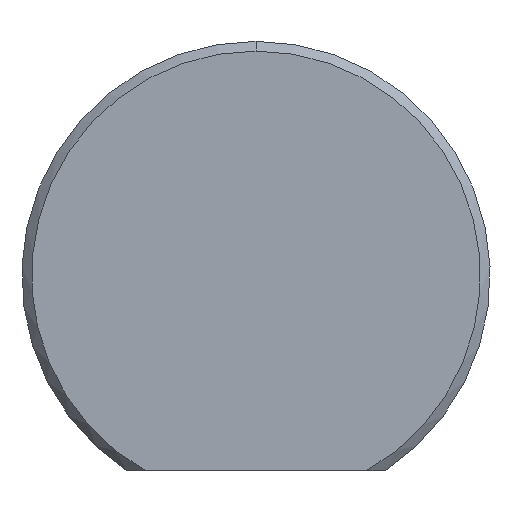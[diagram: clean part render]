
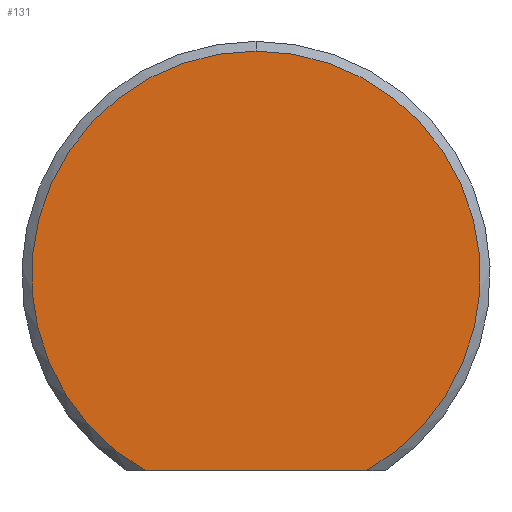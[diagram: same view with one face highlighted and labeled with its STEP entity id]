
A CAD part, front view. The second image highlights one B-rep face of the part: STEP entity #131.
In plain terms, the highlighted planar face has unit normal (0, -1, 0).
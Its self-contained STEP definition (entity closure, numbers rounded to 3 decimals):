
#1 = CARTESIAN_POINT ( 'NONE',  ( 0., 0., 0. ) ) ;
#11 = CARTESIAN_POINT ( 'NONE',  ( 0., 0., 0. ) ) ;
#14 = EDGE_CURVE ( 'NONE', #197, #130, #95, .T. ) ;
#29 = CARTESIAN_POINT ( 'NONE',  ( 0., 0., 0. ) ) ;
#43 = EDGE_CURVE ( 'NONE', #66, #197, #46, .T. ) ;
#46 = CIRCLE ( 'NONE', #195, 2.875 ) ;
#62 = ORIENTED_EDGE ( 'NONE', *, *, #43, .T. ) ;
#63 = LINE ( 'NONE', #124, #156 ) ;
#66 = VERTEX_POINT ( 'NONE', #121 ) ;
#72 = FACE_OUTER_BOUND ( 'NONE', #136, .T. ) ;
#73 = DIRECTION ( 'NONE',  ( 0., 0., 1. ) ) ;
#74 = DIRECTION ( 'NONE',  ( 0., 0., 1. ) ) ;
#95 = CIRCLE ( 'NONE', #233, 2.875 ) ;
#117 = DIRECTION ( 'NONE',  ( 0., -1., 0. ) ) ;
#121 = CARTESIAN_POINT ( 'NONE',  ( 1.42, 0., -2.5 ) ) ;
#124 = CARTESIAN_POINT ( 'NONE',  ( 0., 0., -2.5 ) ) ;
#130 = VERTEX_POINT ( 'NONE', #225 ) ;
#131 = ADVANCED_FACE ( 'NONE', ( #72 ), #202, .F. ) ;
#136 = EDGE_LOOP ( 'NONE', ( #190, #62, #158 ) ) ;
#137 = EDGE_CURVE ( 'NONE', #130, #66, #63, .T. ) ;
#156 = VECTOR ( 'NONE', #187, 1000. ) ;
#158 = ORIENTED_EDGE ( 'NONE', *, *, #14, .T. ) ;
#163 = AXIS2_PLACEMENT_3D ( 'NONE', #29, #265, #191 ) ;
#181 = DIRECTION ( 'NONE',  ( 0., -1., 0. ) ) ;
#187 = DIRECTION ( 'NONE',  ( 1., 0., 0. ) ) ;
#190 = ORIENTED_EDGE ( 'NONE', *, *, #137, .T. ) ;
#191 = DIRECTION ( 'NONE',  ( 0., 0., 1. ) ) ;
#195 = AXIS2_PLACEMENT_3D ( 'NONE', #11, #117, #74 ) ;
#197 = VERTEX_POINT ( 'NONE', #247 ) ;
#202 = PLANE ( 'NONE',  #163 ) ;
#225 = CARTESIAN_POINT ( 'NONE',  ( -1.42, 0., -2.5 ) ) ;
#233 = AXIS2_PLACEMENT_3D ( 'NONE', #1, #181, #73 ) ;
#247 = CARTESIAN_POINT ( 'NONE',  ( 0., 0., 2.875 ) ) ;
#265 = DIRECTION ( 'NONE',  ( 0., 1., 0. ) ) ;
